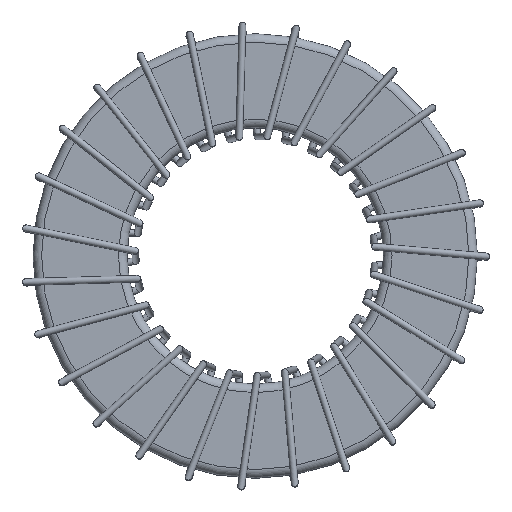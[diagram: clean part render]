
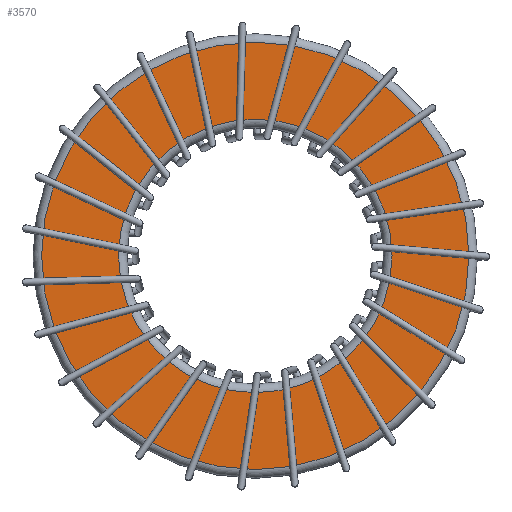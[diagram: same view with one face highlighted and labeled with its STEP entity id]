
A CAD part, top view. The second image highlights one B-rep face of the part: STEP entity #3570.
In plain terms, the highlighted planar face has unit normal (0, 0, 1).
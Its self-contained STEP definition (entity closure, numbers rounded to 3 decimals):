
#843=FACE_BOUND('',#1090,.T.);
#845=PLANE('',#3779);
#908=FACE_OUTER_BOUND('',#1089,.T.);
#1089=EDGE_LOOP('',(#2392));
#1090=EDGE_LOOP('',(#2393));
#1274=CIRCLE('',#3777,4.);
#1276=CIRCLE('',#3780,6.25);
#1352=VERTEX_POINT('',#5470);
#1353=VERTEX_POINT('',#5474);
#1781=EDGE_CURVE('',#1352,#1352,#1274,.T.);
#1783=EDGE_CURVE('',#1353,#1353,#1276,.T.);
#2392=ORIENTED_EDGE('',*,*,#1783,.F.);
#2393=ORIENTED_EDGE('',*,*,#1781,.F.);
#3570=ADVANCED_FACE('',(#908,#843),#845,.T.);
#3777=AXIS2_PLACEMENT_3D('',#5471,#4295,#4296);
#3779=AXIS2_PLACEMENT_3D('',#5473,#4299,#4300);
#3780=AXIS2_PLACEMENT_3D('',#5475,#4301,#4302);
#4295=DIRECTION('center_axis',(0.,0.,1.));
#4296=DIRECTION('ref_axis',(1.,0.,0.));
#4299=DIRECTION('center_axis',(0.,0.,1.));
#4300=DIRECTION('ref_axis',(1.,0.,0.));
#4301=DIRECTION('center_axis',(0.,0.,-1.));
#4302=DIRECTION('ref_axis',(1.,0.,0.));
#5470=CARTESIAN_POINT('',(4.,0.,5.));
#5471=CARTESIAN_POINT('Origin',(0.,0.,5.));
#5473=CARTESIAN_POINT('Origin',(0.,0.,5.));
#5474=CARTESIAN_POINT('',(-6.25,0.,5.));
#5475=CARTESIAN_POINT('Origin',(0.,0.,5.));
